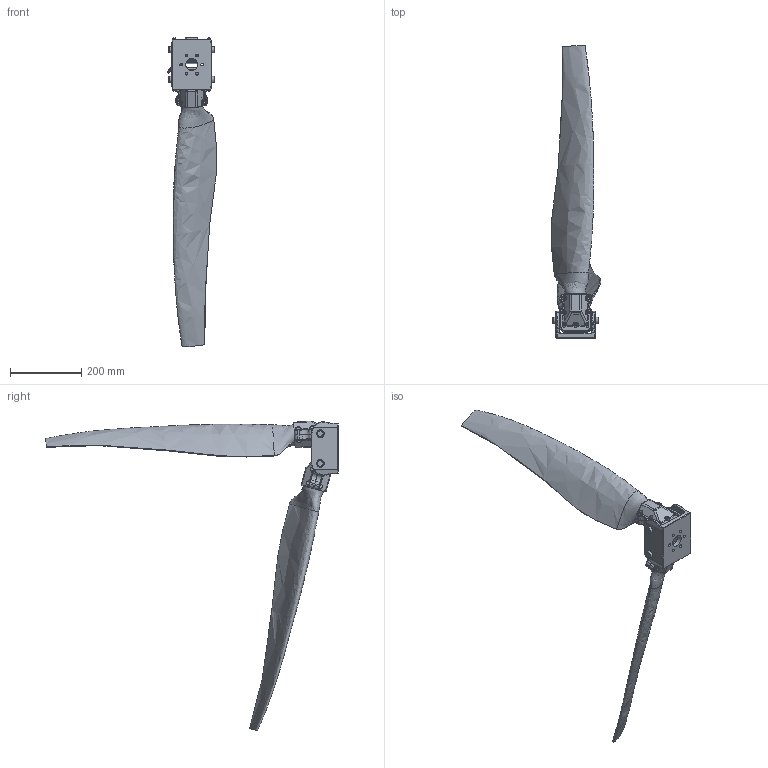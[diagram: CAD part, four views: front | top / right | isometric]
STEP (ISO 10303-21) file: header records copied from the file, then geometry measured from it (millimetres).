
FILE_DESCRIPTION(('FreeCAD Model'),'2;1');
FILE_NAME('Open CASCADE Shape Model','2025-04-26T23:44:16',('FreeCAD'),( 'FreeCAD'),'Open CASCADE STEP processor 7.6','FreeCAD','Unknown');
FILE_SCHEMA(('AUTOMOTIVE_DESIGN { 1 0 10303 214 1 1 1 1 }'));
Products named in the file (1): Open CASCADE STEP translator 7.6 1
Bounding box: 138.52 x 822.07 x 870.43 mm (x, y, z)
Volume: 3557863 mm3; surface area: 574906 mm2
Topology: 9 solids, 9 shells, 775 faces, 1895 edges, 1088 vertices
Faces by surface type: bspline 775
Entity records: 37867 total; most frequent: CARTESIAN_POINT 27397, ORIENTED_EDGE 3678, EDGE_CURVE 1839, VERTEX_POINT 1088, B_SPLINE_CURVE_WITH_KNOTS 989, FACE_BOUND 859, EDGE_LOOP 859, ADVANCED_FACE 775
